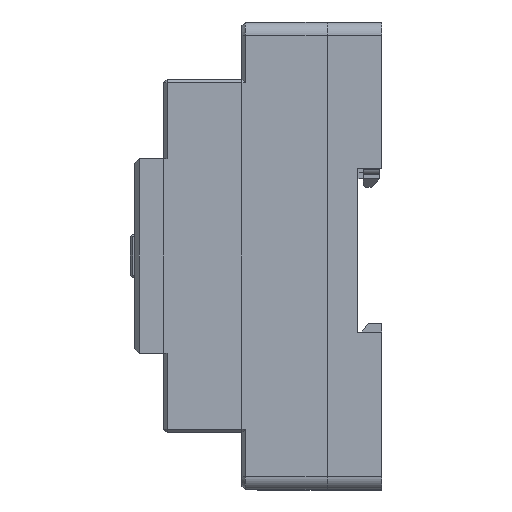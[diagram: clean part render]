
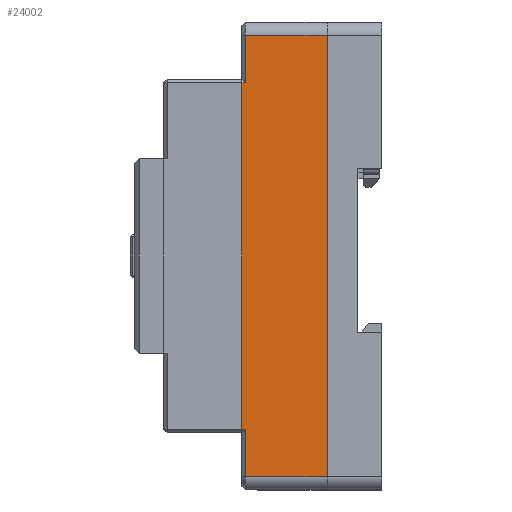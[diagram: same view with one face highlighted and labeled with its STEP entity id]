
A CAD part, left-side view. The second image highlights one B-rep face of the part: STEP entity #24002.
In plain terms, the highlighted face is planar.
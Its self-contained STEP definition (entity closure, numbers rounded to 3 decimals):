
#504=PLANE('',#25478);
#1510=FACE_OUTER_BOUND('',#2828,.T.);
#2828=EDGE_LOOP('',(#17423,#17424,#17425,#17426,#17427,#17428,#17429,#17430));
#4636=LINE('',#34929,#7584);
#4642=LINE('',#34944,#7590);
#4644=LINE('',#34948,#7592);
#4647=LINE('',#34960,#7595);
#4651=LINE('',#34967,#7599);
#4653=LINE('',#34973,#7601);
#4654=LINE('',#34976,#7602);
#4655=LINE('',#34977,#7603);
#7584=VECTOR('',#28077,10.);
#7590=VECTOR('',#28091,10.);
#7592=VECTOR('',#28095,10.);
#7595=VECTOR('',#28106,10.);
#7599=VECTOR('',#28112,10.);
#7601=VECTOR('',#28118,10.);
#7602=VECTOR('',#28123,10.);
#7603=VECTOR('',#28124,10.);
#11130=VERTEX_POINT('',#34926);
#11131=VERTEX_POINT('',#34928);
#11136=VERTEX_POINT('',#34942);
#11137=VERTEX_POINT('',#34946);
#11139=VERTEX_POINT('',#34951);
#11142=VERTEX_POINT('',#34959);
#11144=VERTEX_POINT('',#34965);
#11146=VERTEX_POINT('',#34971);
#13587=EDGE_CURVE('',#11131,#11130,#4636,.T.);
#13595=EDGE_CURVE('',#11130,#11136,#4642,.T.);
#13597=EDGE_CURVE('',#11136,#11137,#4644,.T.);
#13602=EDGE_CURVE('',#11142,#11139,#4647,.T.);
#13606=EDGE_CURVE('',#11144,#11142,#4651,.T.);
#13609=EDGE_CURVE('',#11139,#11146,#4653,.T.);
#13610=EDGE_CURVE('',#11137,#11144,#4654,.T.);
#13611=EDGE_CURVE('',#11146,#11131,#4655,.T.);
#17423=ORIENTED_EDGE('',*,*,#13610,.T.);
#17424=ORIENTED_EDGE('',*,*,#13606,.T.);
#17425=ORIENTED_EDGE('',*,*,#13602,.T.);
#17426=ORIENTED_EDGE('',*,*,#13609,.T.);
#17427=ORIENTED_EDGE('',*,*,#13611,.T.);
#17428=ORIENTED_EDGE('',*,*,#13587,.T.);
#17429=ORIENTED_EDGE('',*,*,#13595,.T.);
#17430=ORIENTED_EDGE('',*,*,#13597,.T.);
#24002=ADVANCED_FACE('',(#1510),#504,.F.);
#25478=AXIS2_PLACEMENT_3D('',#34975,#28121,#28122);
#28077=DIRECTION('',(0.,0.,-1.));
#28091=DIRECTION('',(0.,1.,0.));
#28095=DIRECTION('',(0.,0.,-1.));
#28106=DIRECTION('',(0.,1.,0.));
#28112=DIRECTION('',(0.,0.,1.));
#28118=DIRECTION('',(0.,0.,1.));
#28121=DIRECTION('center_axis',(-1.,0.,0.));
#28122=DIRECTION('ref_axis',(0.,1.,0.));
#28123=DIRECTION('',(0.,1.,0.));
#28124=DIRECTION('',(0.,-1.,0.));
#34926=CARTESIAN_POINT('',(0.,-49.9,-19.5));
#34928=CARTESIAN_POINT('',(0.,-49.9,-1.));
#34929=CARTESIAN_POINT('',(0.,-49.9,0.));
#34942=CARTESIAN_POINT('',(0.,-39.2,-19.5));
#34944=CARTESIAN_POINT('',(0.,-52.9,-19.5));
#34946=CARTESIAN_POINT('',(0.,-39.2,-20.3));
#34948=CARTESIAN_POINT('',(0.,-39.2,-10.15));
#34951=CARTESIAN_POINT('',(0.,49.9,-19.5));
#34959=CARTESIAN_POINT('',(0.,39.2,-19.5));
#34960=CARTESIAN_POINT('',(0.,-6.45,-19.5));
#34965=CARTESIAN_POINT('',(0.,39.2,-20.3));
#34967=CARTESIAN_POINT('',(0.,39.2,-19.));
#34971=CARTESIAN_POINT('',(0.,49.9,-1.));
#34973=CARTESIAN_POINT('',(0.,49.9,0.));
#34975=CARTESIAN_POINT('Origin',(0.,-52.9,
0.));
#34976=CARTESIAN_POINT('',(0.,-26.45,-20.3));
#34977=CARTESIAN_POINT('',(0.,49.9,-1.));
